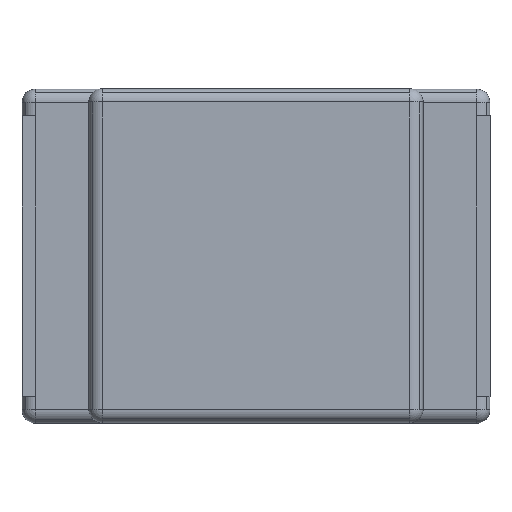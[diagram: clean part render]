
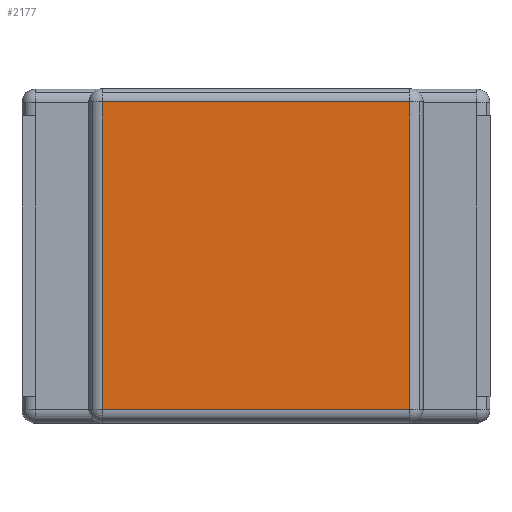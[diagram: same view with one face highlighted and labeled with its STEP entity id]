
A CAD part, top view. The second image highlights one B-rep face of the part: STEP entity #2177.
In plain terms, the highlighted planar face has unit normal (0, 0, 1).
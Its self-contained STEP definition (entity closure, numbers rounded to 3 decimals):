
#1371=CARTESIAN_POINT('',(-1.15,1.15,2.2));
#1372=VERTEX_POINT('',#1371);
#1380=CARTESIAN_POINT('',(1.15,1.15,2.2));
#1381=VERTEX_POINT('',#1380);
#1382=CARTESIAN_POINT('',(-1.15,1.15,2.2));
#1383=DIRECTION('',(1.0,0.0,0.0));
#1384=VECTOR('',#1383,2.3);
#1385=LINE('',#1382,#1384);
#1386=EDGE_CURVE('',#1372,#1381,#1385,.T.);
#1533=CARTESIAN_POINT('',(-1.15,-1.15,2.2));
#1534=VERTEX_POINT('',#1533);
#1542=CARTESIAN_POINT('',(-1.15,-1.15,2.2));
#1543=DIRECTION('',(0.0,1.0,0.0));
#1544=VECTOR('',#1543,2.3);
#1545=LINE('',#1542,#1544);
#1546=EDGE_CURVE('',#1534,#1372,#1545,.T.);
#1580=CARTESIAN_POINT('',(1.15,-1.15,2.2));
#1581=VERTEX_POINT('',#1580);
#1582=CARTESIAN_POINT('',(1.15,1.15,2.2));
#1583=DIRECTION('',(0.0,-1.0,0.0));
#1584=VECTOR('',#1583,2.3);
#1585=LINE('',#1582,#1584);
#1586=EDGE_CURVE('',#1381,#1581,#1585,.T.);
#1662=CARTESIAN_POINT('',(1.15,-1.15,2.2));
#1663=DIRECTION('',(-1.0,0.0,0.0));
#1664=VECTOR('',#1663,2.3);
#1665=LINE('',#1662,#1664);
#1666=EDGE_CURVE('',#1581,#1534,#1665,.T.);
#2166=CARTESIAN_POINT('',(0.,0.,2.2));
#2167=DIRECTION('',(0.0,0.0,1.0));
#2168=DIRECTION('',(1.0,0.0,0.0));
#2169=AXIS2_PLACEMENT_3D('',#2166,#2167,#2168);
#2170=PLANE('',#2169);
#2171=ORIENTED_EDGE('',*,*,#1666,.F.);
#2172=ORIENTED_EDGE('',*,*,#1586,.F.);
#2173=ORIENTED_EDGE('',*,*,#1386,.F.);
#2174=ORIENTED_EDGE('',*,*,#1546,.F.);
#2175=EDGE_LOOP('',(#2171,#2172,#2173,#2174));
#2176=FACE_OUTER_BOUND('',#2175,.T.);
#2177=ADVANCED_FACE('',(#2176),#2170,.T.);
